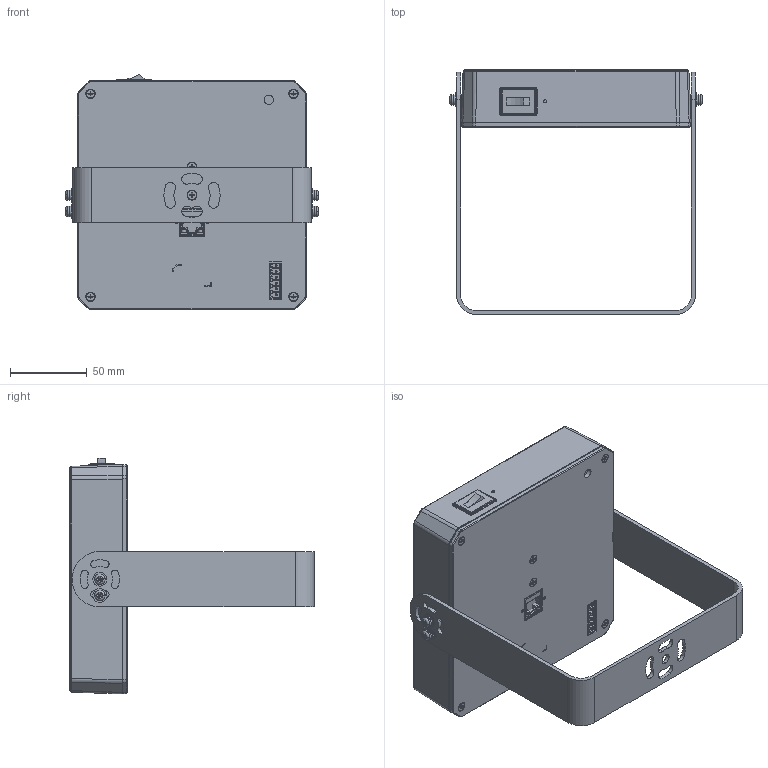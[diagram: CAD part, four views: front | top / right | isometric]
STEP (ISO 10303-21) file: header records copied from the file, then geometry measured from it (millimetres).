
FILE_DESCRIPTION((''),'2;1');
FILE_NAME('00-ALL-ASM_ASM_ASM','2019-03-09T17:27:43',('guodanfeng'),(''),'CREO PARAMETRIC BY PTC INC, 2017260','CREO PARAMETRIC BY PTC INC, 2017260','');
FILE_SCHEMA(('AUTOMOTIVE_DESIGN { 1 0 10303 214 1 1 1 1 }'));
Products named in the file (28): HIK-39-01_198_2; HIK-39-01_198_ASM; DE-13-000050_195; CHUANXINGKAIGUAN2_3; D-01-32-26-0686_2; D-01-35-26-0837_6_5; __0001_3; _000_13; LED2018_11_29-0001_ASM_6_ASM; LED2018_11_29-400001_ASM_6_ASM; D-01-35-26-0007_3; DE-11-000759_47; DE-12-000092_276; SC-PSFM4X10-SUS-GB9074_8_2; GLASS_IR_17P4_13_3; SC-K1A3X12-BNI_5; SC-KM3X6-BNI-SUS-JMF_5; DE-12-000112_ALLCATPART_4; 00-CASE-ASM_ASM_203_ASM; 101300258_4; PCB-MV-23113_REV1_ASM_40_ASM; SC_T1M2X3B_4; 101303016_8_1; 101303016_8_2; 101303016_8_ASM; PCB-20078-V2_ASM_37_ASM; 00-ALL-ASM_ASM_214_ASM; 00-ALL-ASM_ASM_ASM
Assembly tree (36 placements, depth 6):
  00-ALL-ASM_ASM_ASM
    00-ALL-ASM_ASM_214_ASM
      00-CASE-ASM_ASM_203_ASM
        HIK-39-01_198_ASM
          HIK-39-01_198_2
        DE-13-000050_195
        CHUANXINGKAIGUAN2_3
        D-01-32-26-0686_2  x2
        D-01-35-26-0837_6_5
        LED2018_11_29-400001_ASM_6_ASM
          LED2018_11_29-0001_ASM_6_ASM
            __0001_3
            _000_13
        D-01-35-26-0007_3
        DE-11-000759_47
        DE-12-000092_276
        SC-PSFM4X10-SUS-GB9074_8_2  x4
        GLASS_IR_17P4_13_3
        SC-K1A3X12-BNI_5  x4
        SC-KM3X6-BNI-SUS-JMF_5  x2
        DE-12-000112_ALLCATPART_4
      PCB-MV-23113_REV1_ASM_40_ASM
        101300258_4
      SC_T1M2X3B_4  x2
      PCB-20078-V2_ASM_37_ASM
        101303016_8_ASM
          101303016_8_1
          101303016_8_2
Bounding box: 164.36 x 159.1 x 153.41 mm (x, y, z)
Volume: 546722.3 mm3; surface area: 282802.5 mm2
Topology: 27 solids, 75 shells, 3876 faces, 10434 edges, 6726 vertices
Faces by surface type: plane 2260, cylinder 890, cone 261, bspline 225, torus 147, extrusion 71, sphere 20, revolution 2
Entity records: 146487 total; most frequent: CARTESIAN_POINT 35365, ORIENTED_EDGE 18006, DIRECTION 16514, EDGE_CURVE 9070, PRESENTATION_STYLE_ASSIGNMENT 6887, STYLED_ITEM 6734, VECTOR 6036, LINE 5965
